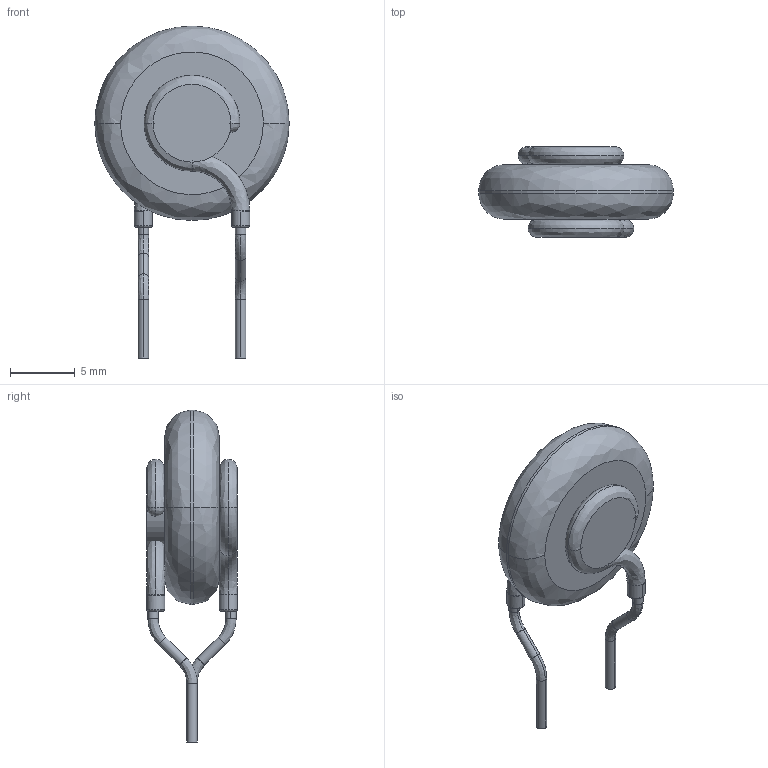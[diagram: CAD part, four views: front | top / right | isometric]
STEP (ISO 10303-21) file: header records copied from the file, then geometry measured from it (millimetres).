
FILE_DESCRIPTION (( 'STEP AP214' ), '1' );
FILE_NAME ('User Library-RES_NTC-B57237S0509M0-THT_1500_0700_2200.STEP', '2022-02-23T15:53:30', ( '' ), ( '' ), 'SwSTEP 2.0', 'SolidWorks 2021', '' );
FILE_SCHEMA (( 'AUTOMOTIVE_DESIGN' ));
Length unit declared in the file: millimetre
Products named in the file (9): Bauteil_2927; Bauteil_1674; Bauteil_5190; User Library-RES_NTC-B57237S0509M0-THT_1500_0700_2200; Bauteil_1802; Bauteil_2935; Bauteil_5182; Bauteil_5083; Bauteil_2047
Assembly tree (8 placements, depth 2):
  User Library-RES_NTC-B57237S0509M0-THT_1500_0700_2200
    Bauteil_2047
    Bauteil_2927
    Bauteil_2935
    Bauteil_1802
    Bauteil_1674
    Bauteil_5083
    Bauteil_5182
    Bauteil_5190
Bounding box: 15 x 7 x 25.6 mm (x, y, z)
Volume: 863.4 mm3; surface area: 971.8 mm2
Topology: 8 solids, 8 shells, 76 faces, 160 edges, 92 vertices
Faces by surface type: bspline 36, cylinder 26, plane 14
Entity records: 3668 total; most frequent: CARTESIAN_POINT 999, DIRECTION 334, ORIENTED_EDGE 304, AXIS2_PLACEMENT_3D 155, EDGE_CURVE 152, CIRCLE 104, UNCERTAINTY_MEASURE_WITH_UNIT 101, MECHANICAL_DESIGN_GEOMETRIC_PRESENTATION_REPRESENTATION 92
